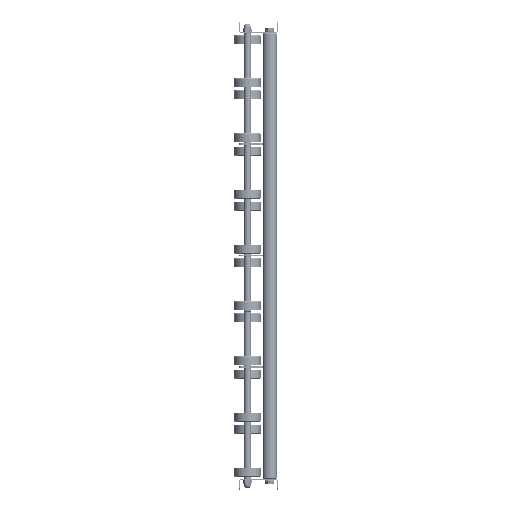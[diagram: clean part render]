
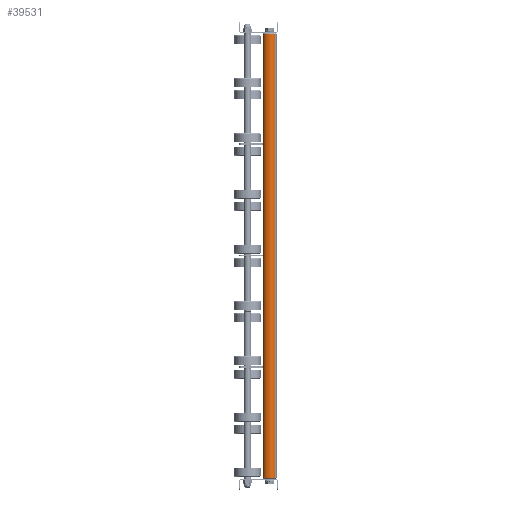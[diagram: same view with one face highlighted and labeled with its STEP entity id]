
A CAD part, left-side view. The second image highlights one B-rep face of the part: STEP entity #39531.
In plain terms, the highlighted cylindrical face has radius 12.5 mm (diameter 25 mm), a partial arc.
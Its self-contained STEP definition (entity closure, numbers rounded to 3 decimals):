
#70 = EDGE_LOOP ( 'NONE', ( #881, #17171, #8031, #48492 ) ) ;
#300 = EDGE_CURVE ( 'NONE', #33492, #50691, #29792, .T. ) ;
#881 = ORIENTED_EDGE ( 'NONE', *, *, #25553, .F. ) ;
#2228 = CARTESIAN_POINT ( 'NONE',  ( 800., 0., -12.5 ) ) ;
#2425 = EDGE_CURVE ( 'NONE', #8395, #33492, #50869, .T. ) ;
#2611 = CARTESIAN_POINT ( 'NONE',  ( 1., 0., 12.5 ) ) ;
#4336 = DIRECTION ( 'NONE',  ( 0., 0., -1. ) ) ;
#5966 = VERTEX_POINT ( 'NONE', #39155 ) ;
#6383 = LINE ( 'NONE', #2228, #20703 ) ;
#8024 = CARTESIAN_POINT ( 'NONE',  ( 799., 0., 0. ) ) ;
#8031 = ORIENTED_EDGE ( 'NONE', *, *, #300, .T. ) ;
#8284 = DIRECTION ( 'NONE',  ( 0., 0., -1. ) ) ;
#8395 = VERTEX_POINT ( 'NONE', #10251 ) ;
#9809 = CARTESIAN_POINT ( 'NONE',  ( 799., 0., 12.5 ) ) ;
#10251 = CARTESIAN_POINT ( 'NONE',  ( 799., 0., -12.5 ) ) ;
#16760 = DIRECTION ( 'NONE',  ( -1., 0., 0. ) ) ;
#17171 = ORIENTED_EDGE ( 'NONE', *, *, #2425, .T. ) ;
#20414 = CYLINDRICAL_SURFACE ( 'NONE', #24121, 12.5 ) ;
#20703 = VECTOR ( 'NONE', #42913, 1000. ) ;
#23441 = AXIS2_PLACEMENT_3D ( 'NONE', #51330, #43741, #4336 ) ;
#23454 = DIRECTION ( 'NONE',  ( -1., 0., 0. ) ) ;
#24121 = AXIS2_PLACEMENT_3D ( 'NONE', #36859, #16760, #32666 ) ;
#24210 = AXIS2_PLACEMENT_3D ( 'NONE', #8024, #23454, #8284 ) ;
#24814 = VECTOR ( 'NONE', #42318, 1000. ) ;
#25553 = EDGE_CURVE ( 'NONE', #8395, #5966, #6383, .T. ) ;
#29792 = LINE ( 'NONE', #46760, #24814 ) ;
#32666 = DIRECTION ( 'NONE',  ( 0., 0., 1. ) ) ;
#33492 = VERTEX_POINT ( 'NONE', #9809 ) ;
#36859 = CARTESIAN_POINT ( 'NONE',  ( 800., 0., 0. ) ) ;
#39155 = CARTESIAN_POINT ( 'NONE',  ( 1., 0., -12.5 ) ) ;
#39279 = CIRCLE ( 'NONE', #23441, 12.5 ) ;
#39531 = ADVANCED_FACE ( 'NONE', ( #44682 ), #20414, .T. ) ;
#42318 = DIRECTION ( 'NONE',  ( -1., 0., 0. ) ) ;
#42913 = DIRECTION ( 'NONE',  ( -1., 0., 0. ) ) ;
#43741 = DIRECTION ( 'NONE',  ( 1., 0., 0. ) ) ;
#44682 = FACE_OUTER_BOUND ( 'NONE', #70, .T. ) ;
#46483 = EDGE_CURVE ( 'NONE', #50691, #5966, #39279, .T. ) ;
#46760 = CARTESIAN_POINT ( 'NONE',  ( 800., 0., 12.5 ) ) ;
#48492 = ORIENTED_EDGE ( 'NONE', *, *, #46483, .T. ) ;
#50691 = VERTEX_POINT ( 'NONE', #2611 ) ;
#50869 = CIRCLE ( 'NONE', #24210, 12.5 ) ;
#51330 = CARTESIAN_POINT ( 'NONE',  ( 1., 0., 0. ) ) ;
